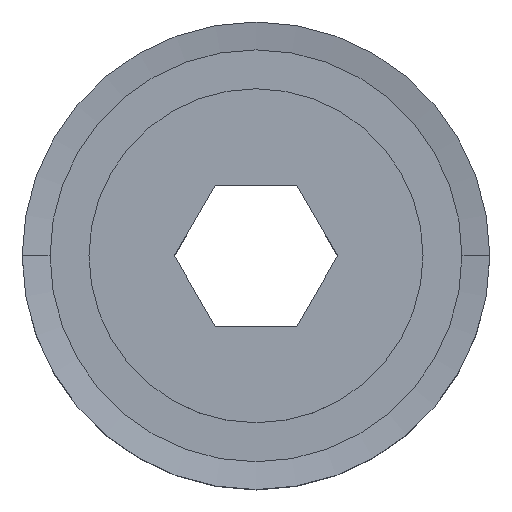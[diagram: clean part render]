
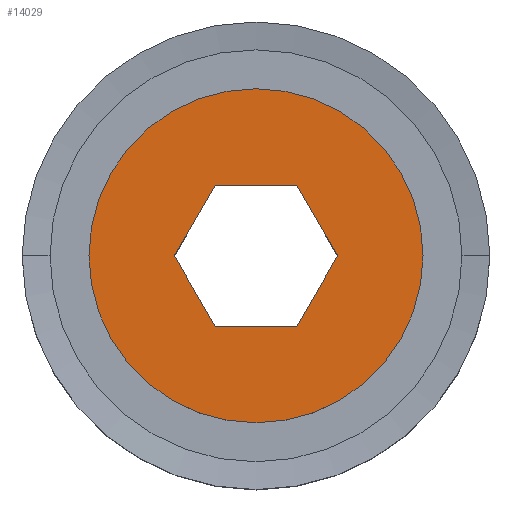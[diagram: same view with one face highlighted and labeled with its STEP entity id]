
A CAD part, top view. The second image highlights one B-rep face of the part: STEP entity #14029.
In plain terms, the highlighted planar face has unit normal (0, 0, 1).
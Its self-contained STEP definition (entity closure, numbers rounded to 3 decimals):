
#990 = VERTEX_POINT ( 'NONE', #15144 ) ;
#1288 = ORIENTED_EDGE ( 'NONE', *, *, #4375, .F. ) ;
#1953 = ORIENTED_EDGE ( 'NONE', *, *, #4379, .T. ) ;
#1987 = DIRECTION ( 'NONE',  ( 1., 0., 0. ) ) ;
#2056 = FACE_BOUND ( 'NONE', #14553, .T. ) ;
#2088 = CARTESIAN_POINT ( 'NONE',  ( 3.666, -6.35, 10.25 ) ) ;
#2094 = VECTOR ( 'NONE', #9846, 1000. ) ;
#2213 = VERTEX_POINT ( 'NONE', #2088 ) ;
#2405 = ORIENTED_EDGE ( 'NONE', *, *, #4323, .F. ) ;
#2723 = DIRECTION ( 'NONE',  ( 1., 0., 0. ) ) ;
#2857 = DIRECTION ( 'NONE',  ( 0., 0., 1. ) ) ;
#2879 = CARTESIAN_POINT ( 'NONE',  ( 0., 0., 10.25 ) ) ;
#3842 = CARTESIAN_POINT ( 'NONE',  ( -3.666, -6.35, 10.25 ) ) ;
#3906 = VERTEX_POINT ( 'NONE', #16979 ) ;
#4297 = ORIENTED_EDGE ( 'NONE', *, *, #4343, .F. ) ;
#4323 = EDGE_CURVE ( 'NONE', #2213, #3906, #17248, .T. ) ;
#4343 = EDGE_CURVE ( 'NONE', #14806, #2213, #6508, .T. ) ;
#4346 = EDGE_CURVE ( 'NONE', #7825, #14806, #14101, .T. ) ;
#4349 = EDGE_CURVE ( 'NONE', #15382, #7825, #13304, .T. ) ;
#4372 = EDGE_CURVE ( 'NONE', #10786, #15382, #16413, .T. ) ;
#4375 = EDGE_CURVE ( 'NONE', #3906, #10786, #12465, .T. ) ;
#4379 = EDGE_CURVE ( 'NONE', #4467, #990, #9352, .T. ) ;
#4393 = DIRECTION ( 'NONE',  ( 1., 0., 0. ) ) ;
#4467 = VERTEX_POINT ( 'NONE', #16197 ) ;
#4670 = EDGE_CURVE ( 'NONE', #990, #4467, #14078, .T. ) ;
#4745 = CARTESIAN_POINT ( 'NONE',  ( 0., 0., 10.25 ) ) ;
#4889 = DIRECTION ( 'NONE',  ( 0., 0., 1. ) ) ;
#5208 = VECTOR ( 'NONE', #7265, 1000. ) ;
#5329 = AXIS2_PLACEMENT_3D ( 'NONE', #15846, #10592, #1987 ) ;
#6508 = LINE ( 'NONE', #11964, #16824 ) ;
#7248 = CARTESIAN_POINT ( 'NONE',  ( 5.499, 3.175, 10.25 ) ) ;
#7265 = DIRECTION ( 'NONE',  ( -0.5, 0.866, 0. ) ) ;
#7728 = CARTESIAN_POINT ( 'NONE',  ( 3.666, 6.35, 10.25 ) ) ;
#7819 = CARTESIAN_POINT ( 'NONE',  ( 0., 6.35, 10.25 ) ) ;
#7825 = VERTEX_POINT ( 'NONE', #8771 ) ;
#8133 = DIRECTION ( 'NONE',  ( -1., 0., 0. ) ) ;
#8771 = CARTESIAN_POINT ( 'NONE',  ( -7.332, 0., 10.25 ) ) ;
#9285 = AXIS2_PLACEMENT_3D ( 'NONE', #2879, #2857, #2723 ) ;
#9352 = CIRCLE ( 'NONE', #15267, 15. ) ;
#9763 = VECTOR ( 'NONE', #11147, 1000. ) ;
#9846 = DIRECTION ( 'NONE',  ( -0.5, -0.866, 0. ) ) ;
#10154 = FACE_OUTER_BOUND ( 'NONE', #15819, .T. ) ;
#10188 = VECTOR ( 'NONE', #13963, 1000. ) ;
#10592 = DIRECTION ( 'NONE',  ( 0., 0., 1. ) ) ;
#10786 = VERTEX_POINT ( 'NONE', #7728 ) ;
#11147 = DIRECTION ( 'NONE',  ( 0.5, -0.866, 0. ) ) ;
#11391 = CARTESIAN_POINT ( 'NONE',  ( -5.499, -3.175, 10.25 ) ) ;
#11560 = CARTESIAN_POINT ( 'NONE',  ( -5.499, 3.175, 10.25 ) ) ;
#11850 = DIRECTION ( 'NONE',  ( 1., 0., 0. ) ) ;
#11964 = CARTESIAN_POINT ( 'NONE',  ( 0., -6.35, 10.25 ) ) ;
#12465 = LINE ( 'NONE', #7248, #5208 ) ;
#13081 = ORIENTED_EDGE ( 'NONE', *, *, #4349, .F. ) ;
#13304 = LINE ( 'NONE', #11560, #2094 ) ;
#13963 = DIRECTION ( 'NONE',  ( 0.5, 0.866, 0. ) ) ;
#14029 = ADVANCED_FACE ( 'NONE', ( #2056, #10154 ), #14487, .T. ) ;
#14078 = CIRCLE ( 'NONE', #9285, 15. ) ;
#14101 = LINE ( 'NONE', #11391, #9763 ) ;
#14193 = ORIENTED_EDGE ( 'NONE', *, *, #4372, .F. ) ;
#14487 = PLANE ( 'NONE',  #5329 ) ;
#14553 = EDGE_LOOP ( 'NONE', ( #2405, #4297, #17797, #13081, #14193, #1288 ) ) ;
#14768 = ORIENTED_EDGE ( 'NONE', *, *, #4670, .T. ) ;
#14806 = VERTEX_POINT ( 'NONE', #3842 ) ;
#15144 = CARTESIAN_POINT ( 'NONE',  ( 15., 0., 10.25 ) ) ;
#15267 = AXIS2_PLACEMENT_3D ( 'NONE', #4745, #4889, #4393 ) ;
#15382 = VERTEX_POINT ( 'NONE', #16658 ) ;
#15588 = CARTESIAN_POINT ( 'NONE',  ( 5.499, -3.175, 10.25 ) ) ;
#15819 = EDGE_LOOP ( 'NONE', ( #14768, #1953 ) ) ;
#15846 = CARTESIAN_POINT ( 'NONE',  ( 0., 0., 10.25 ) ) ;
#16002 = VECTOR ( 'NONE', #8133, 1000. ) ;
#16197 = CARTESIAN_POINT ( 'NONE',  ( -15., 0., 10.25 ) ) ;
#16413 = LINE ( 'NONE', #7819, #16002 ) ;
#16658 = CARTESIAN_POINT ( 'NONE',  ( -3.666, 6.35, 10.25 ) ) ;
#16824 = VECTOR ( 'NONE', #11850, 1000. ) ;
#16979 = CARTESIAN_POINT ( 'NONE',  ( 7.332, 0., 10.25 ) ) ;
#17248 = LINE ( 'NONE', #15588, #10188 ) ;
#17797 = ORIENTED_EDGE ( 'NONE', *, *, #4346, .F. ) ;
